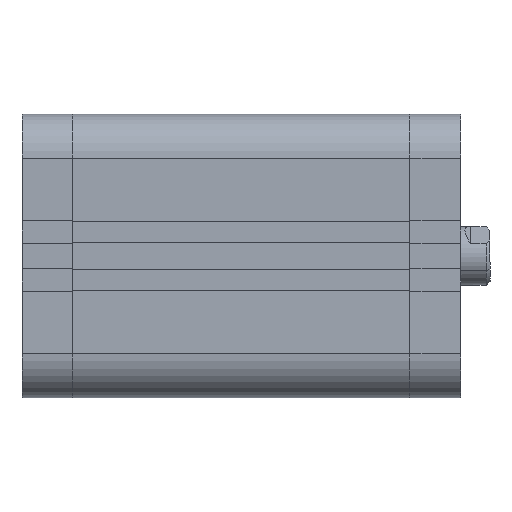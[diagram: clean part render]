
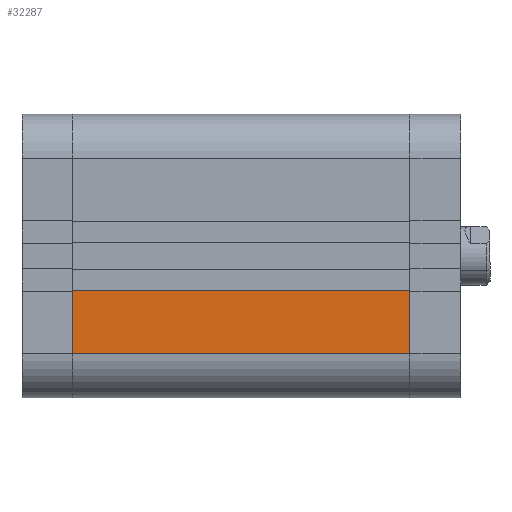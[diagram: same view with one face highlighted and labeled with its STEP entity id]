
A CAD part, front view. The second image highlights one B-rep face of the part: STEP entity #32287.
In plain terms, the highlighted planar face has unit normal (0, -1, 0).
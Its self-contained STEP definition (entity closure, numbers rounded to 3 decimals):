
#2632 = ORIENTED_EDGE ( 'NONE', *, *, #34597, .T. ) ;
#3310 = VECTOR ( 'NONE', #36618, 1000. ) ;
#4089 = ORIENTED_EDGE ( 'NONE', *, *, #38070, .T. ) ;
#4500 = VERTEX_POINT ( 'NONE', #20051 ) ;
#5549 = AXIS2_PLACEMENT_3D ( 'NONE', #33746, #11326, #33961 ) ;
#5663 = DIRECTION ( 'NONE',  ( 1., 0., 0. ) ) ;
#8524 = CARTESIAN_POINT ( 'NONE',  ( 91.5, -38.5, -26.5 ) ) ;
#9384 = EDGE_CURVE ( 'NONE', #32755, #4500, #11313, .T. ) ;
#11313 = LINE ( 'NONE', #23658, #3310 ) ;
#11326 = DIRECTION ( 'NONE',  ( 0., 1., 0. ) ) ;
#11500 = ORIENTED_EDGE ( 'NONE', *, *, #9384, .T. ) ;
#16186 = CARTESIAN_POINT ( 'NONE',  ( 0., -38.5, -38.5 ) ) ;
#18393 = DIRECTION ( 'NONE',  ( 0., 0., -1. ) ) ;
#18656 = CARTESIAN_POINT ( 'NONE',  ( 91.5, -38.5, -9.3 ) ) ;
#20051 = CARTESIAN_POINT ( 'NONE',  ( 0., -38.5, -9.3 ) ) ;
#20860 = CARTESIAN_POINT ( 'NONE',  ( 91.5, -38.5, -26.5 ) ) ;
#20952 = VERTEX_POINT ( 'NONE', #34865 ) ;
#23658 = CARTESIAN_POINT ( 'NONE',  ( 91.501, -38.5, -9.3 ) ) ;
#23912 = LINE ( 'NONE', #8524, #35755 ) ;
#24079 = FACE_OUTER_BOUND ( 'NONE', #29667, .T. ) ;
#24850 = VERTEX_POINT ( 'NONE', #20860 ) ;
#25184 = LINE ( 'NONE', #37727, #33801 ) ;
#28553 = LINE ( 'NONE', #16186, #37842 ) ;
#29667 = EDGE_LOOP ( 'NONE', ( #11500, #2632, #4089, #30593 ) ) ;
#30053 = PLANE ( 'NONE',  #5549 ) ;
#30593 = ORIENTED_EDGE ( 'NONE', *, *, #33127, .F. ) ;
#32287 = ADVANCED_FACE ( 'NONE', ( #24079 ), #30053, .F. ) ;
#32755 = VERTEX_POINT ( 'NONE', #18656 ) ;
#33127 = EDGE_CURVE ( 'NONE', #32755, #24850, #25184, .T. ) ;
#33746 = CARTESIAN_POINT ( 'NONE',  ( 91.5, -38.5, -38.5 ) ) ;
#33801 = VECTOR ( 'NONE', #18393, 1000. ) ;
#33961 = DIRECTION ( 'NONE',  ( 0., 0., 1. ) ) ;
#34597 = EDGE_CURVE ( 'NONE', #4500, #20952, #28553, .T. ) ;
#34865 = CARTESIAN_POINT ( 'NONE',  ( 0., -38.5, -26.5 ) ) ;
#35755 = VECTOR ( 'NONE', #5663, 1000. ) ;
#36618 = DIRECTION ( 'NONE',  ( -1., 0., 0. ) ) ;
#37727 = CARTESIAN_POINT ( 'NONE',  ( 91.5, -38.5, -38.5 ) ) ;
#37842 = VECTOR ( 'NONE', #38405, 1000. ) ;
#38070 = EDGE_CURVE ( 'NONE', #20952, #24850, #23912, .T. ) ;
#38405 = DIRECTION ( 'NONE',  ( 0., 0., -1. ) ) ;
